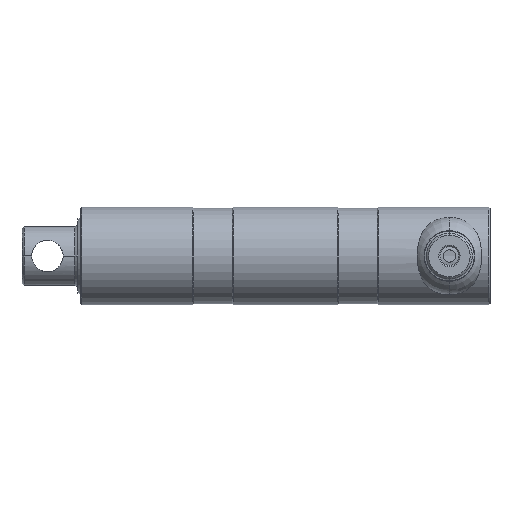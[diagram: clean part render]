
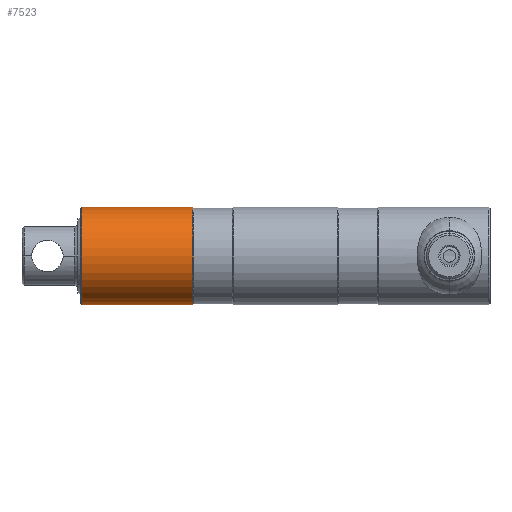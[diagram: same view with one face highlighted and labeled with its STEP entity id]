
A CAD part, left-side view. The second image highlights one B-rep face of the part: STEP entity #7523.
In plain terms, the highlighted cylindrical face has radius 48 mm (diameter 96 mm), a partial arc.
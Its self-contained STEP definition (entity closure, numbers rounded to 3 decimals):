
#366 = DIRECTION ( 'NONE',  ( 0., -1., 0. ) ) ;
#413 = ORIENTED_EDGE ( 'NONE', *, *, #4664, .F. ) ;
#821 = CARTESIAN_POINT ( 'NONE',  ( 0., 402., 0. ) ) ;
#1010 = VECTOR ( 'NONE', #1874, 1000. ) ;
#1111 = LINE ( 'NONE', #6161, #1010 ) ;
#1472 = VECTOR ( 'NONE', #366, 1000. ) ;
#1553 = DIRECTION ( 'NONE',  ( 0., 0., -1. ) ) ;
#1869 = EDGE_CURVE ( 'NONE', #7821, #4321, #6813, .T. ) ;
#1874 = DIRECTION ( 'NONE',  ( 0., -1., 0. ) ) ;
#2088 = VERTEX_POINT ( 'NONE', #2358 ) ;
#2347 = DIRECTION ( 'NONE',  ( 0., 0., -1. ) ) ;
#2358 = CARTESIAN_POINT ( 'NONE',  ( 0., 402., -48. ) ) ;
#2473 = LINE ( 'NONE', #5422, #1472 ) ;
#2507 = AXIS2_PLACEMENT_3D ( 'NONE', #5230, #6644, #2347 ) ;
#2792 = DIRECTION ( 'NONE',  ( 0., -1., 0. ) ) ;
#2946 = CYLINDRICAL_SURFACE ( 'NONE', #2507, 48. ) ;
#4095 = CARTESIAN_POINT ( 'NONE',  ( 0., 402., 48. ) ) ;
#4186 = ORIENTED_EDGE ( 'NONE', *, *, #4310, .T. ) ;
#4258 = FACE_OUTER_BOUND ( 'NONE', #4939, .T. ) ;
#4310 = EDGE_CURVE ( 'NONE', #7728, #2088, #6429, .T. ) ;
#4321 = VERTEX_POINT ( 'NONE', #7258 ) ;
#4664 = EDGE_CURVE ( 'NONE', #7728, #7821, #1111, .T. ) ;
#4939 = EDGE_LOOP ( 'NONE', ( #413, #4186, #7720, #7919 ) ) ;
#5230 = CARTESIAN_POINT ( 'NONE',  ( 0., -46.52, 0. ) ) ;
#5422 = CARTESIAN_POINT ( 'NONE',  ( 0., -46.52, -48. ) ) ;
#5866 = DIRECTION ( 'NONE',  ( 0., -1., 0. ) ) ;
#6129 = AXIS2_PLACEMENT_3D ( 'NONE', #821, #5866, #1553 ) ;
#6161 = CARTESIAN_POINT ( 'NONE',  ( 0., -46.52, 48. ) ) ;
#6429 = CIRCLE ( 'NONE', #6129, 48. ) ;
#6644 = DIRECTION ( 'NONE',  ( 0., -1., 0. ) ) ;
#6813 = CIRCLE ( 'NONE', #7421, 48. ) ;
#7031 = CARTESIAN_POINT ( 'NONE',  ( 0., 293., 0. ) ) ;
#7258 = CARTESIAN_POINT ( 'NONE',  ( 0., 293., -48. ) ) ;
#7421 = AXIS2_PLACEMENT_3D ( 'NONE', #7031, #2792, #7736 ) ;
#7523 = ADVANCED_FACE ( 'NONE', ( #4258 ), #2946, .T. ) ;
#7563 = EDGE_CURVE ( 'NONE', #2088, #4321, #2473, .T. ) ;
#7720 = ORIENTED_EDGE ( 'NONE', *, *, #7563, .T. ) ;
#7728 = VERTEX_POINT ( 'NONE', #4095 ) ;
#7736 = DIRECTION ( 'NONE',  ( 0., 0., -1. ) ) ;
#7821 = VERTEX_POINT ( 'NONE', #9214 ) ;
#7919 = ORIENTED_EDGE ( 'NONE', *, *, #1869, .F. ) ;
#9214 = CARTESIAN_POINT ( 'NONE',  ( 0., 293., 48. ) ) ;
